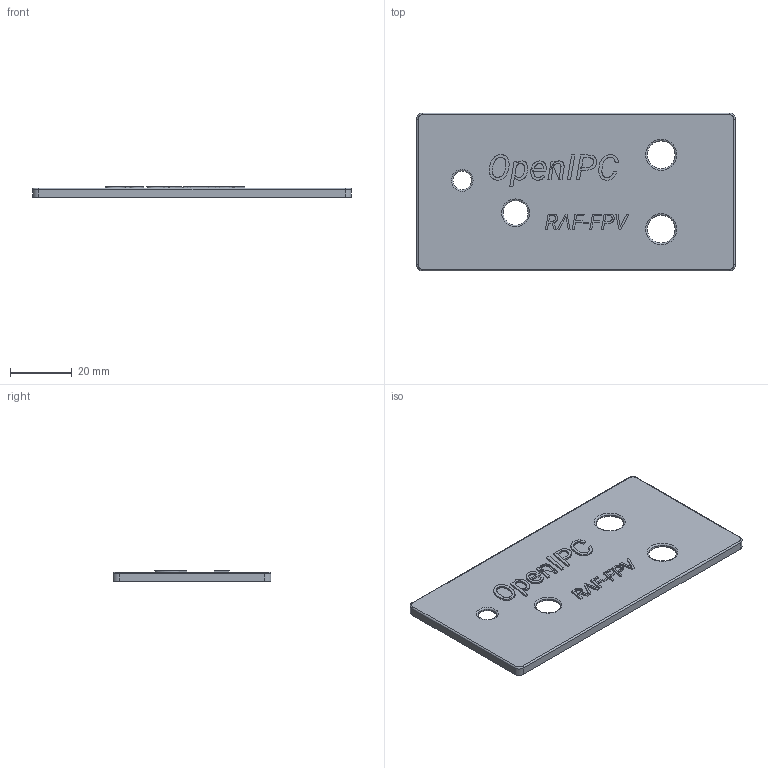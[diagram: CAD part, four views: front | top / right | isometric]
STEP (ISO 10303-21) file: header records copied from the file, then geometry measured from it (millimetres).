
FILE_DESCRIPTION(('FreeCAD Model'),'2;1');
FILE_NAME('Open CASCADE Shape Model','2025-06-16T20:29:04',(''),(''), 'Open CASCADE STEP processor 7.8','FreeCAD','Unknown');
FILE_SCHEMA(('AUTOMOTIVE_DESIGN { 1 0 10303 214 1 1 1 1 }'));
Length unit declared in the file: millimetre
Products named in the file (1): BodyTop
Bounding box: 103 x 51 x 3.5 mm (x, y, z)
Volume: 5731.7 mm3; surface area: 11889.4 mm2
Topology: 3 solids, 3 shells, 356 faces, 956 edges, 620 vertices
Faces by surface type: extrusion 169, plane 163, cylinder 16, torus 8
Full cylindrical faces by diameter (mm): 6 x1, 8 x1, 9 x2
Entity records: 26891 total; most frequent: CARTESIAN_POINT 9092, DIRECTION 2589, VECTOR 2109, LINE 1940, ORIENTED_EDGE 1928, PCURVE 1912, DEFINITIONAL_REPRESENTATION 1912, B_SPLINE_CURVE_WITH_KNOTS 1029
